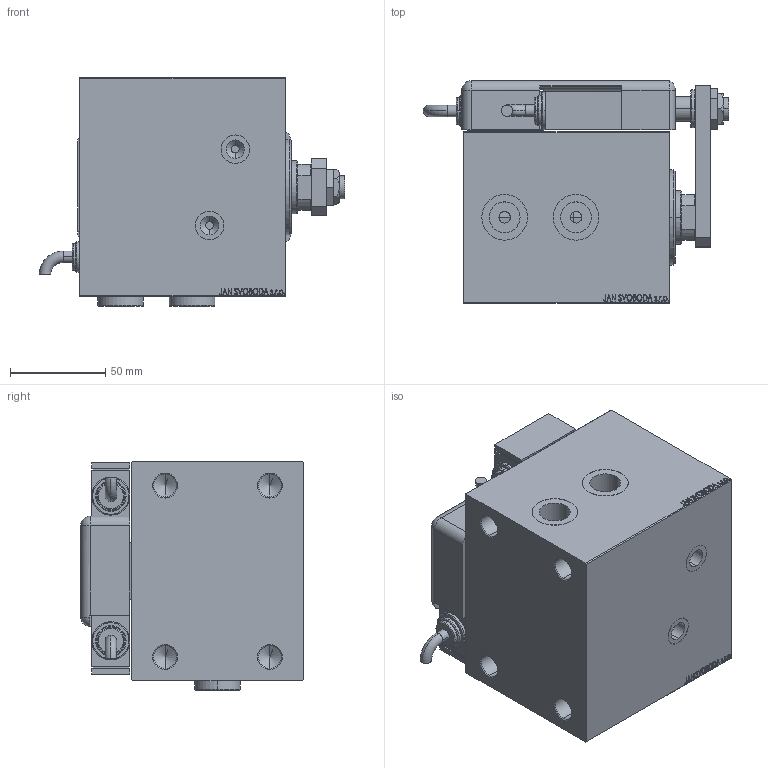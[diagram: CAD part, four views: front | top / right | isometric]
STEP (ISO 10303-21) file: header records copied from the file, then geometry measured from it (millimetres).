
FILE_DESCRIPTION (( 'STEP AP203' ), '1' );
FILE_NAME ('d528.STEP', '2022-04-17T15:36:21', ( '' ), ( '' ), 'SwSTEP 2.0', 'SolidWorks 2019', '' );
FILE_SCHEMA (( 'CONFIG_CONTROL_DESIGN' ));
Length unit declared in the file: millimetre
Products named in the file (14): NUT_D19 94ff9741698c6c16967f58ef5be11f21; KRYT 94ff9741698c6c16967f58ef5be11f21; SWITCH Q 94ff9741698c6c16967f58ef5be11f21; d528; ZARAZKA_Q 94ff9741698c6c16967f58ef5be11f21; V450CP_B 94ff9741698c6c16967f58ef5be11f21; MAGNETIC SWITCH Q 94ff9741698c6c16967f58ef5be11f21; SWITCH DIM A_G 94ff9741698c6c16967f58ef5be11f21; V450CP_VC_B 94ff9741698c6c16967f58ef5be11f21; SWITCH_Q_FRONT_BACK 94ff9741698c6c16967f58ef5be11f21; V450CP_B_VCP 94ff9741698c6c16967f58ef5be11f21; NUT_D13 94ff9741698c6c16967f58ef5be11f21; TYC 94ff9741698c6c16967f58ef5be11f21; PLUG 94ff9741698c6c16967f58ef5be11f21
Assembly tree (15 placements, depth 3):
  d528
    V450CP_B 94ff9741698c6c16967f58ef5be11f21
    V450CP_B_VCP 94ff9741698c6c16967f58ef5be11f21
    V450CP_VC_B 94ff9741698c6c16967f58ef5be11f21
    MAGNETIC SWITCH Q 94ff9741698c6c16967f58ef5be11f21
      SWITCH_Q_FRONT_BACK 94ff9741698c6c16967f58ef5be11f21
      TYC 94ff9741698c6c16967f58ef5be11f21
      ZARAZKA_Q 94ff9741698c6c16967f58ef5be11f21
      SWITCH DIM A_G 94ff9741698c6c16967f58ef5be11f21
      NUT_D19 94ff9741698c6c16967f58ef5be11f21
      NUT_D13 94ff9741698c6c16967f58ef5be11f21
      KRYT 94ff9741698c6c16967f58ef5be11f21
      SWITCH Q 94ff9741698c6c16967f58ef5be11f21  x2
    PLUG 94ff9741698c6c16967f58ef5be11f21  x2
Bounding box: 160.46 x 116.8 x 119.9 mm (x, y, z)
Volume: 1216146.8 mm3; surface area: 195862.8 mm2
Topology: 15 solids, 15 shells, 1343 faces, 3378 edges, 2203 vertices
Faces by surface type: plane 647, bspline 471, cylinder 139, cone 58, torus 26, sphere 2
Entity records: 62038 total; most frequent: CARTESIAN_POINT 32663, ORIENTED_EDGE 6448, DIRECTION 4242, EDGE_CURVE 3224, VERTEX_POINT 2119, VECTOR 1918, LINE 1918, EDGE_LOOP 1461
